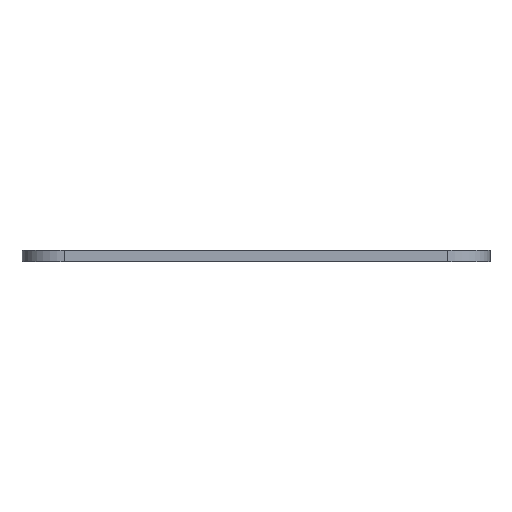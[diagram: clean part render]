
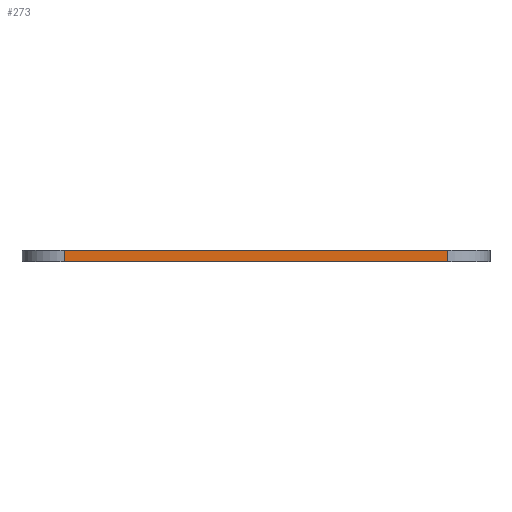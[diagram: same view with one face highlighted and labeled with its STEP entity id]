
A CAD part, left-side view. The second image highlights one B-rep face of the part: STEP entity #273.
In plain terms, the highlighted planar face has unit normal (-1, 0, 0).
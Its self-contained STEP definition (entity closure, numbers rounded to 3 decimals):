
#38 = EDGE_LOOP ( 'NONE', ( #701, #147, #246, #486 ) ) ;
#46 = CARTESIAN_POINT ( 'NONE',  ( -16.65, 13.65, 0. ) ) ;
#94 = EDGE_CURVE ( 'NONE', #371, #410, #166, .T. ) ;
#108 = DIRECTION ( 'NONE',  ( 1., 0., 0. ) ) ;
#127 = DIRECTION ( 'NONE',  ( 0., -1., 0. ) ) ;
#147 = ORIENTED_EDGE ( 'NONE', *, *, #532, .F. ) ;
#166 = LINE ( 'NONE', #528, #634 ) ;
#169 = DIRECTION ( 'NONE',  ( 0., 0., -1. ) ) ;
#246 = ORIENTED_EDGE ( 'NONE', *, *, #94, .F. ) ;
#251 = VERTEX_POINT ( 'NONE', #46 ) ;
#273 = ADVANCED_FACE ( 'NONE', ( #584 ), #644, .F. ) ;
#286 = DIRECTION ( 'NONE',  ( 0., 0., -1. ) ) ;
#346 = EDGE_CURVE ( 'NONE', #371, #251, #601, .T. ) ;
#347 = CARTESIAN_POINT ( 'NONE',  ( -16.65, -13.65, 0.81 ) ) ;
#359 = CARTESIAN_POINT ( 'NONE',  ( -16.65, -13.65, 0.81 ) ) ;
#371 = VERTEX_POINT ( 'NONE', #765 ) ;
#383 = AXIS2_PLACEMENT_3D ( 'NONE', #347, #108, #286 ) ;
#390 = VERTEX_POINT ( 'NONE', #659 ) ;
#410 = VERTEX_POINT ( 'NONE', #359 ) ;
#425 = LINE ( 'NONE', #483, #742 ) ;
#432 = LINE ( 'NONE', #487, #437 ) ;
#437 = VECTOR ( 'NONE', #557, 1000. ) ;
#476 = CARTESIAN_POINT ( 'NONE',  ( -16.65, 13.65, 0.81 ) ) ;
#483 = CARTESIAN_POINT ( 'NONE',  ( -16.65, -13.65, 0. ) ) ;
#486 = ORIENTED_EDGE ( 'NONE', *, *, #346, .T. ) ;
#487 = CARTESIAN_POINT ( 'NONE',  ( -16.65, -13.65, 0.81 ) ) ;
#519 = VECTOR ( 'NONE', #169, 1000. ) ;
#528 = CARTESIAN_POINT ( 'NONE',  ( -16.65, -13.65, 0.81 ) ) ;
#532 = EDGE_CURVE ( 'NONE', #410, #390, #432, .T. ) ;
#557 = DIRECTION ( 'NONE',  ( 0., 0., -1. ) ) ;
#584 = FACE_OUTER_BOUND ( 'NONE', #38, .T. ) ;
#601 = LINE ( 'NONE', #476, #519 ) ;
#634 = VECTOR ( 'NONE', #705, 1000. ) ;
#644 = PLANE ( 'NONE',  #383 ) ;
#659 = CARTESIAN_POINT ( 'NONE',  ( -16.65, -13.65, 0. ) ) ;
#701 = ORIENTED_EDGE ( 'NONE', *, *, #743, .T. ) ;
#705 = DIRECTION ( 'NONE',  ( 0., -1., 0. ) ) ;
#742 = VECTOR ( 'NONE', #127, 1000. ) ;
#743 = EDGE_CURVE ( 'NONE', #251, #390, #425, .T. ) ;
#765 = CARTESIAN_POINT ( 'NONE',  ( -16.65, 13.65, 0.81 ) ) ;
